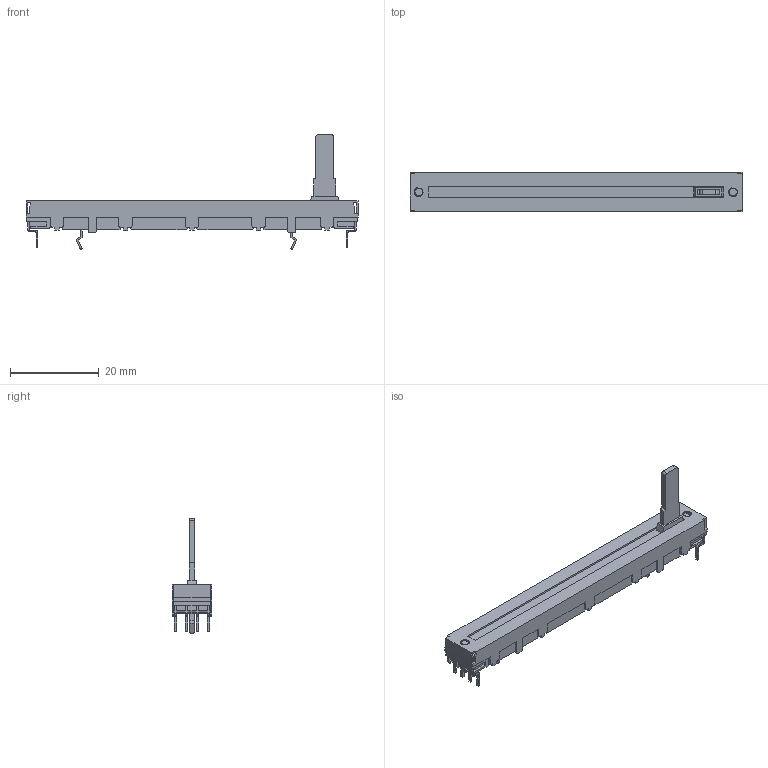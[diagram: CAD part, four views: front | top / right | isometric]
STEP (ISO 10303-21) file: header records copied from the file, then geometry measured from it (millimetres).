
FILE_DESCRIPTION(/* description */ (''),/* implementation_level */ '2;1');
FILE_NAME(/* name */ 'RS6011YA6009.step',/* time_stamp */ '2024-05-21T12:38:03+02:00',/* author */ (''),/* organization */ (''),/* preprocessor_version */ 'ST-DEVELOPER v20',/* originating_system */ 'Autodesk Translation Framework v13.14.0.145',/* authorisation */ '');
FILE_SCHEMA (('AUTOMOTIVE_DESIGN { 1 0 10303 214 3 1 1 }'));
Length unit declared in the file: millimetre
Products named in the file (1): RS6011YA6009
Bounding box: 75 x 9 x 25.99 mm (x, y, z)
Volume: 3610 mm3; surface area: 4885.1 mm2
Topology: 11 solids, 11 shells, 345 faces, 982 edges, 652 vertices
Faces by surface type: plane 271, cylinder 70, bspline 4
Full cylindrical faces by diameter (mm): 2.055 x2
Entity records: 12186 total; most frequent: CARTESIAN_POINT 3064, ORIENTED_EDGE 1964, DIRECTION 1770, EDGE_CURVE 982, LINE 822, VECTOR 822, VERTEX_POINT 652, AXIS2_PLACEMENT_3D 474
